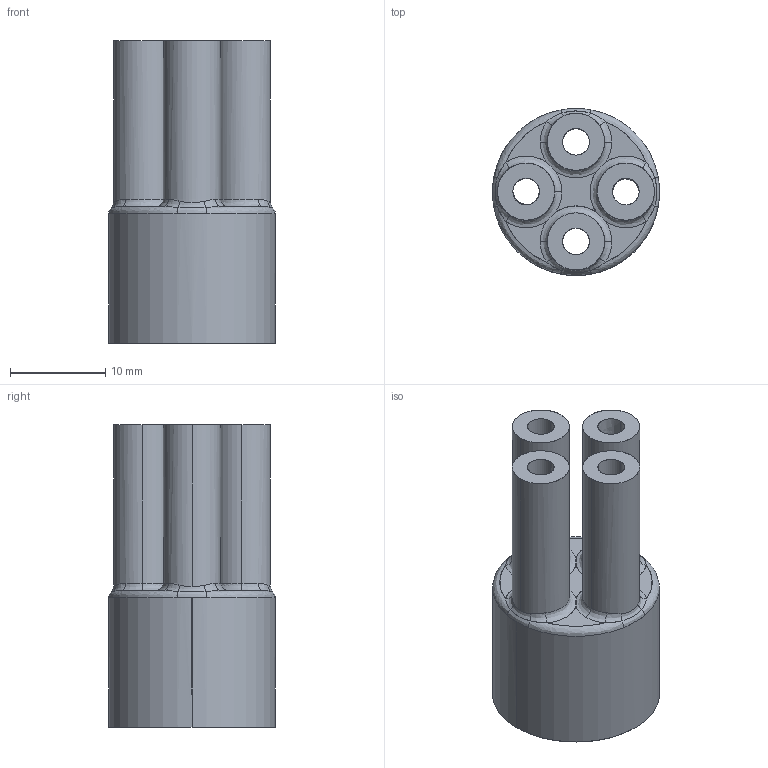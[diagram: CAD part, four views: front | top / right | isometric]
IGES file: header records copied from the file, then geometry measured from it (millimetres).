
Start section: SolidWorks IGES file using analytic representation for surfaces
Global section: file name: NUBB4-1SP.IGS; native system: SolidWorks 2020; preprocessor: SolidWorks 2020; author: office; date: 210513.115102; units: inch
Bounding box: 17.53 x 17.53 x 31.75 mm (x, y, z)
Surface area: 3700.1 mm2 (no closed solid volume)
Topology: 0 solids, 0 shells, 89 faces, 1112 edges, 1112 vertices
Faces by surface type: bspline 69, revolution 20
